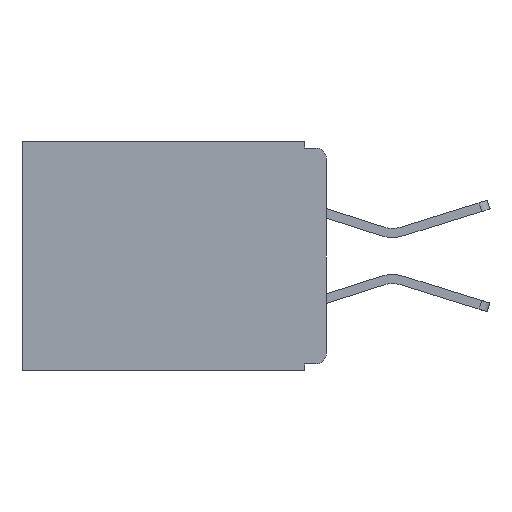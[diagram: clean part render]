
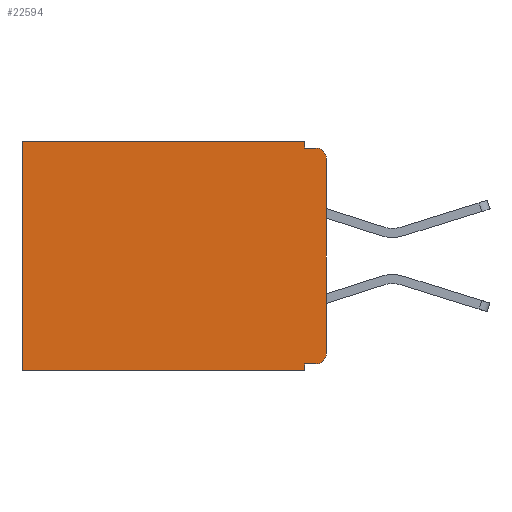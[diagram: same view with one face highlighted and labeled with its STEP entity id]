
A CAD part, left-side view. The second image highlights one B-rep face of the part: STEP entity #22594.
In plain terms, the highlighted planar face has unit normal (-1, 0, 0).
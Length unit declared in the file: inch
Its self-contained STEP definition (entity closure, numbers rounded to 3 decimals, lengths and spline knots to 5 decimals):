
#755 = LINE ( 'NONE', #19127, #4957 ) ;
#951 = EDGE_CURVE ( 'NONE', #20050, #8843, #9507, .T. ) ;
#981 = EDGE_CURVE ( 'NONE', #14688, #9744, #22293, .T. ) ;
#1587 = CARTESIAN_POINT ( 'NONE',  ( 0.3, 0.015, -0.32 ) ) ;
#1649 = CIRCLE ( 'NONE', #22291, 0.015 ) ;
#1947 = FACE_OUTER_BOUND ( 'NONE', #18168, .T. ) ;
#2050 = LINE ( 'NONE', #8119, #15988 ) ;
#2169 = DIRECTION ( 'NONE',  ( -1., 0., 0. ) ) ;
#2306 = CARTESIAN_POINT ( 'NONE',  ( 0.3, 0.031, 0. ) ) ;
#2933 = CARTESIAN_POINT ( 'NONE',  ( 0.3, 0., -0.305 ) ) ;
#3240 = VERTEX_POINT ( 'NONE', #19935 ) ;
#3279 = ORIENTED_EDGE ( 'NONE', *, *, #4259, .F. ) ;
#3879 = EDGE_CURVE ( 'NONE', #8499, #18083, #7979, .T. ) ;
#4070 = DIRECTION ( 'NONE',  ( 1., 0., 0. ) ) ;
#4158 = CARTESIAN_POINT ( 'NONE',  ( 0.3, 0., -0.33 ) ) ;
#4259 = EDGE_CURVE ( 'NONE', #8499, #3240, #10119, .T. ) ;
#4444 = VERTEX_POINT ( 'NONE', #2933 ) ;
#4910 = VECTOR ( 'NONE', #21346, 39.37008 ) ;
#4957 = VECTOR ( 'NONE', #5193, 39.37008 ) ;
#5193 = DIRECTION ( 'NONE',  ( 0., 1., 0. ) ) ;
#5949 = DIRECTION ( 'NONE',  ( 0., 0., -1. ) ) ;
#6117 = CARTESIAN_POINT ( 'NONE',  ( 0.3, 0.015, -0.025 ) ) ;
#6195 = CARTESIAN_POINT ( 'NONE',  ( 0.3, 0.031, -0.33 ) ) ;
#7084 = DIRECTION ( 'NONE',  ( 0., -1., 0. ) ) ;
#7979 = LINE ( 'NONE', #17853, #16636 ) ;
#8119 = CARTESIAN_POINT ( 'NONE',  ( 0.3, 0.437, -0.33 ) ) ;
#8329 = VECTOR ( 'NONE', #5949, 39.37008 ) ;
#8492 = ORIENTED_EDGE ( 'NONE', *, *, #15822, .F. ) ;
#8499 = VERTEX_POINT ( 'NONE', #15946 ) ;
#8649 = AXIS2_PLACEMENT_3D ( 'NONE', #6117, #2169, #21943 ) ;
#8843 = VERTEX_POINT ( 'NONE', #16920 ) ;
#9119 = CARTESIAN_POINT ( 'NONE',  ( 0.3, 0.015, -0.305 ) ) ;
#9304 = CARTESIAN_POINT ( 'NONE',  ( 0.3, 0., -0.33 ) ) ;
#9507 = LINE ( 'NONE', #18898, #18174 ) ;
#9744 = VERTEX_POINT ( 'NONE', #14072 ) ;
#9822 = ORIENTED_EDGE ( 'NONE', *, *, #11917, .F. ) ;
#10119 = LINE ( 'NONE', #2306, #4910 ) ;
#10856 = DIRECTION ( 'NONE',  ( 0., 0., -1. ) ) ;
#11036 = VECTOR ( 'NONE', #7084, 39.37008 ) ;
#11118 = DIRECTION ( 'NONE',  ( 0., 1., 0. ) ) ;
#11172 = EDGE_CURVE ( 'NONE', #15157, #4444, #1649, .T. ) ;
#11276 = ORIENTED_EDGE ( 'NONE', *, *, #20124, .T. ) ;
#11300 = ORIENTED_EDGE ( 'NONE', *, *, #12924, .F. ) ;
#11917 = EDGE_CURVE ( 'NONE', #14688, #4444, #22209, .T. ) ;
#11992 = ORIENTED_EDGE ( 'NONE', *, *, #981, .T. ) ;
#12643 = ORIENTED_EDGE ( 'NONE', *, *, #951, .F. ) ;
#12924 = EDGE_CURVE ( 'NONE', #15157, #19490, #755, .T. ) ;
#13129 = CARTESIAN_POINT ( 'NONE',  ( 0.3, 0.031, -0.32 ) ) ;
#14072 = CARTESIAN_POINT ( 'NONE',  ( 0.3, 0.015, -0.01 ) ) ;
#14517 = PLANE ( 'NONE',  #18048 ) ;
#14688 = VERTEX_POINT ( 'NONE', #19528 ) ;
#15157 = VERTEX_POINT ( 'NONE', #1587 ) ;
#15215 = VECTOR ( 'NONE', #16125, 39.37008 ) ;
#15568 = DIRECTION ( 'NONE',  ( 0., 1., 0. ) ) ;
#15724 = CARTESIAN_POINT ( 'NONE',  ( 0.3, 0., -0.01 ) ) ;
#15822 = EDGE_CURVE ( 'NONE', #3240, #9744, #16161, .T. ) ;
#15946 = CARTESIAN_POINT ( 'NONE',  ( 0.3, 0.031, 0. ) ) ;
#15988 = VECTOR ( 'NONE', #18491, 39.37008 ) ;
#16125 = DIRECTION ( 'NONE',  ( 0., 0., -1. ) ) ;
#16161 = LINE ( 'NONE', #15724, #11036 ) ;
#16234 = DIRECTION ( 'NONE',  ( 0., 0., -1. ) ) ;
#16636 = VECTOR ( 'NONE', #11118, 39.37008 ) ;
#16920 = CARTESIAN_POINT ( 'NONE',  ( 0.3, 0.437, -0.33 ) ) ;
#17853 = CARTESIAN_POINT ( 'NONE',  ( 0.3, 0., 0. ) ) ;
#18048 = AXIS2_PLACEMENT_3D ( 'NONE', #9304, #4070, #16234 ) ;
#18083 = VERTEX_POINT ( 'NONE', #20423 ) ;
#18168 = EDGE_LOOP ( 'NONE', ( #9822, #11992, #8492, #3279, #22672, #11276, #12643, #21383, #11300, #19186 ) ) ;
#18174 = VECTOR ( 'NONE', #15568, 39.37008 ) ;
#18491 = DIRECTION ( 'NONE',  ( 0., 0., -1. ) ) ;
#18898 = CARTESIAN_POINT ( 'NONE',  ( 0.3, 0., -0.33 ) ) ;
#19127 = CARTESIAN_POINT ( 'NONE',  ( 0.3, 0., -0.32 ) ) ;
#19186 = ORIENTED_EDGE ( 'NONE', *, *, #11172, .T. ) ;
#19490 = VERTEX_POINT ( 'NONE', #13129 ) ;
#19528 = CARTESIAN_POINT ( 'NONE',  ( 0.3, 0., -0.025 ) ) ;
#19675 = CARTESIAN_POINT ( 'NONE',  ( 0.3, 0.031, -0.33 ) ) ;
#19876 = LINE ( 'NONE', #19675, #15215 ) ;
#19916 = EDGE_CURVE ( 'NONE', #19490, #20050, #19876, .T. ) ;
#19935 = CARTESIAN_POINT ( 'NONE',  ( 0.3, 0.031, -0.01 ) ) ;
#20050 = VERTEX_POINT ( 'NONE', #6195 ) ;
#20124 = EDGE_CURVE ( 'NONE', #18083, #8843, #2050, .T. ) ;
#20423 = CARTESIAN_POINT ( 'NONE',  ( 0.3, 0.437, 0. ) ) ;
#21302 = DIRECTION ( 'NONE',  ( -1., 0., 0. ) ) ;
#21346 = DIRECTION ( 'NONE',  ( 0., 0., -1. ) ) ;
#21383 = ORIENTED_EDGE ( 'NONE', *, *, #19916, .F. ) ;
#21943 = DIRECTION ( 'NONE',  ( 0., 0., -1. ) ) ;
#22209 = LINE ( 'NONE', #4158, #8329 ) ;
#22291 = AXIS2_PLACEMENT_3D ( 'NONE', #9119, #21302, #10856 ) ;
#22293 = CIRCLE ( 'NONE', #8649, 0.015 ) ;
#22594 = ADVANCED_FACE ( 'NONE', ( #1947 ), #14517, .F. ) ;
#22672 = ORIENTED_EDGE ( 'NONE', *, *, #3879, .T. ) ;
